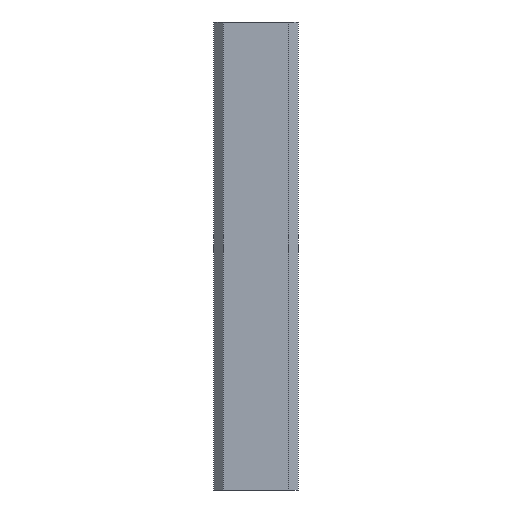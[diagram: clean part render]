
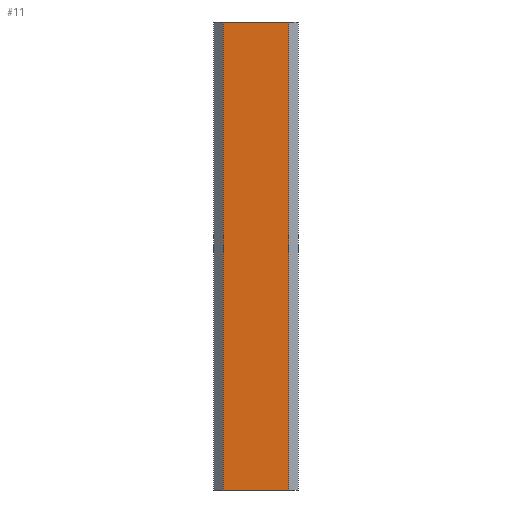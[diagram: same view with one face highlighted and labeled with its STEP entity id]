
A CAD part, front view. The second image highlights one B-rep face of the part: STEP entity #11.
In plain terms, the highlighted planar face has unit normal (0, -1, 0).
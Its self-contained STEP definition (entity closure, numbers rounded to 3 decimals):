
#2 = LINE ( 'NONE', #790, #152 ) ;
#11 = ADVANCED_FACE ( 'NONE', ( #123 ), #394, .F. ) ;
#95 = DIRECTION ( 'NONE',  ( 0., 0., 1. ) ) ;
#106 = DIRECTION ( 'NONE',  ( 0., 0., -1. ) ) ;
#115 = EDGE_CURVE ( 'NONE', #517, #829, #207, .T. ) ;
#123 = FACE_OUTER_BOUND ( 'NONE', #245, .T. ) ;
#150 = CARTESIAN_POINT ( 'NONE',  ( -9., -12.5, 100. ) ) ;
#152 = VECTOR ( 'NONE', #203, 1000. ) ;
#203 = DIRECTION ( 'NONE',  ( 1., 0., 0. ) ) ;
#206 = AXIS2_PLACEMENT_3D ( 'NONE', #511, #715, #262 ) ;
#207 = LINE ( 'NONE', #150, #713 ) ;
#221 = LINE ( 'NONE', #441, #319 ) ;
#229 = EDGE_CURVE ( 'NONE', #517, #629, #221, .T. ) ;
#234 = ORIENTED_EDGE ( 'NONE', *, *, #516, .T. ) ;
#237 = ORIENTED_EDGE ( 'NONE', *, *, #405, .T. ) ;
#245 = EDGE_LOOP ( 'NONE', ( #237, #234, #836, #794 ) ) ;
#262 = DIRECTION ( 'NONE',  ( 0., 0., 1. ) ) ;
#289 = CARTESIAN_POINT ( 'NONE',  ( 7., -12.5, 100. ) ) ;
#292 = VECTOR ( 'NONE', #95, 1000. ) ;
#310 = CARTESIAN_POINT ( 'NONE',  ( -7., -12.5, 0. ) ) ;
#319 = VECTOR ( 'NONE', #106, 1000. ) ;
#344 = DIRECTION ( 'NONE',  ( 1., 0., 0. ) ) ;
#394 = PLANE ( 'NONE',  #206 ) ;
#405 = EDGE_CURVE ( 'NONE', #629, #632, #2, .T. ) ;
#441 = CARTESIAN_POINT ( 'NONE',  ( -7., -12.5, 100. ) ) ;
#511 = CARTESIAN_POINT ( 'NONE',  ( -9., -12.5, 100. ) ) ;
#516 = EDGE_CURVE ( 'NONE', #632, #829, #555, .T. ) ;
#517 = VERTEX_POINT ( 'NONE', #806 ) ;
#541 = CARTESIAN_POINT ( 'NONE',  ( 7., -12.5, 100. ) ) ;
#555 = LINE ( 'NONE', #289, #292 ) ;
#629 = VERTEX_POINT ( 'NONE', #310 ) ;
#632 = VERTEX_POINT ( 'NONE', #691 ) ;
#691 = CARTESIAN_POINT ( 'NONE',  ( 7., -12.5, 0. ) ) ;
#713 = VECTOR ( 'NONE', #344, 1000. ) ;
#715 = DIRECTION ( 'NONE',  ( 0., 1., 0. ) ) ;
#790 = CARTESIAN_POINT ( 'NONE',  ( -9., -12.5, 0. ) ) ;
#794 = ORIENTED_EDGE ( 'NONE', *, *, #229, .T. ) ;
#806 = CARTESIAN_POINT ( 'NONE',  ( -7., -12.5, 100. ) ) ;
#829 = VERTEX_POINT ( 'NONE', #541 ) ;
#836 = ORIENTED_EDGE ( 'NONE', *, *, #115, .F. ) ;
